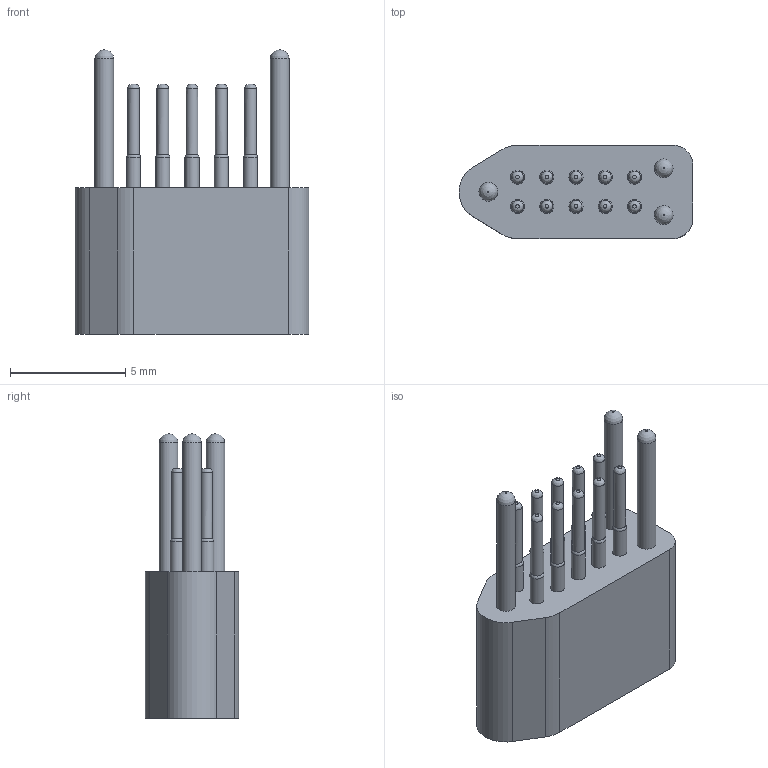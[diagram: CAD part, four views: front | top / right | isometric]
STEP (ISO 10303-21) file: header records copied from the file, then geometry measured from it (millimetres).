
FILE_DESCRIPTION(('FreeCAD Model'),'2;1');
FILE_NAME('TC2050.step', '2020-01-07T12:50:46',('Author'),(''), 'Open CASCADE STEP processor 7.3','FreeCAD','Unknown');
FILE_SCHEMA(('AUTOMOTIVE_DESIGN { 1 0 10303 214 1 1 1 1 }'));
Length unit declared in the file: millimetre
Products named in the file (1): TC2050
Bounding box: 10.16 x 4.06 x 12.34 mm (x, y, z)
Volume: 260 mm3; surface area: 356.3 mm2
Topology: 1 solids, 1 shells, 71 faces, 135 edges, 79 vertices
Faces by surface type: cylinder 28, revolution 23, plane 20
Full cylindrical faces by diameter (mm): 0.508 x10, 0.61 x10, 0.813 x3
Entity records: 4848 total; most frequent: CARTESIAN_POINT 1503, DIRECTION 532, ORIENTED_EDGE 270, PCURVE 270, DEFINITIONAL_REPRESENTATION 270, LINE 211, VECTOR 211, EDGE_CURVE 135
